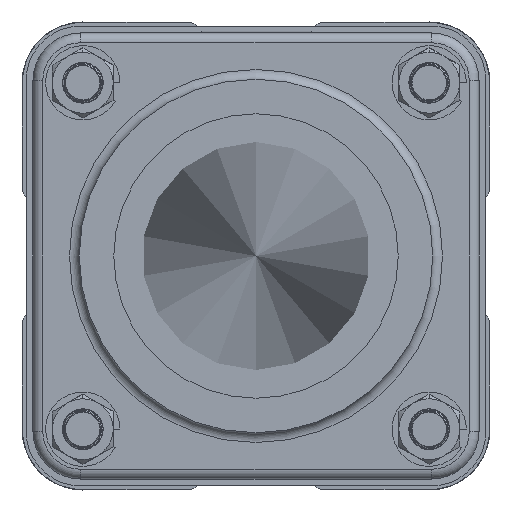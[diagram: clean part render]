
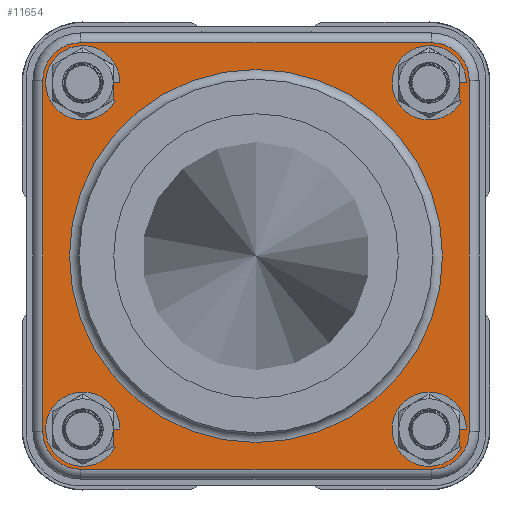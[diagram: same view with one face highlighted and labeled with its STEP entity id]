
A CAD part, front view. The second image highlights one B-rep face of the part: STEP entity #11654.
In plain terms, the highlighted face is planar.
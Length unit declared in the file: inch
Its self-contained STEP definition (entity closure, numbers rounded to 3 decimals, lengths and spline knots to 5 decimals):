
#317=FACE_BOUND('',#2707,.T.);
#318=FACE_BOUND('',#2708,.T.);
#319=FACE_BOUND('',#2709,.T.);
#320=FACE_BOUND('',#2710,.T.);
#321=FACE_BOUND('',#2711,.T.);
#481=PLANE('',#12933);
#1264=CIRCLE('',#12931,1.725);
#1265=CIRCLE('',#12932,1.725);
#1266=CIRCLE('',#12934,0.35);
#1267=CIRCLE('',#12935,0.35);
#1268=CIRCLE('',#12936,0.35);
#1269=CIRCLE('',#12937,0.35);
#1270=CIRCLE('',#12938,0.219);
#1271=CIRCLE('',#12939,0.219);
#1272=CIRCLE('',#12940,0.219);
#1273=CIRCLE('',#12941,0.219);
#1956=FACE_OUTER_BOUND('',#2706,.T.);
#2706=EDGE_LOOP('',(#9882,#9883,#9884,#9885,#9886,#9887,#9888,#9889));
#2707=EDGE_LOOP('',(#9890));
#2708=EDGE_LOOP('',(#9891));
#2709=EDGE_LOOP('',(#9892));
#2710=EDGE_LOOP('',(#9893));
#2711=EDGE_LOOP('',(#9894,#9895));
#3792=LINE('',#24918,#4538);
#3793=LINE('',#24922,#4539);
#3794=LINE('',#24926,#4540);
#3795=LINE('',#24930,#4541);
#4538=VECTOR('',#15550,0.3937);
#4539=VECTOR('',#15553,0.3937);
#4540=VECTOR('',#15556,0.3937);
#4541=VECTOR('',#15559,0.3937);
#5508=VERTEX_POINT('',#24910);
#5509=VERTEX_POINT('',#24912);
#5510=VERTEX_POINT('',#24916);
#5511=VERTEX_POINT('',#24917);
#5512=VERTEX_POINT('',#24919);
#5513=VERTEX_POINT('',#24921);
#5514=VERTEX_POINT('',#24923);
#5515=VERTEX_POINT('',#24925);
#5516=VERTEX_POINT('',#24927);
#5517=VERTEX_POINT('',#24929);
#5518=VERTEX_POINT('',#24932);
#5519=VERTEX_POINT('',#24934);
#5520=VERTEX_POINT('',#24936);
#5521=VERTEX_POINT('',#24938);
#7031=EDGE_CURVE('',#5508,#5509,#1264,.T.);
#7032=EDGE_CURVE('',#5509,#5508,#1265,.T.);
#7033=EDGE_CURVE('',#5510,#5511,#3792,.T.);
#7034=EDGE_CURVE('',#5512,#5510,#1266,.T.);
#7035=EDGE_CURVE('',#5513,#5512,#3793,.T.);
#7036=EDGE_CURVE('',#5514,#5513,#1267,.T.);
#7037=EDGE_CURVE('',#5515,#5514,#3794,.T.);
#7038=EDGE_CURVE('',#5516,#5515,#1268,.T.);
#7039=EDGE_CURVE('',#5517,#5516,#3795,.T.);
#7040=EDGE_CURVE('',#5511,#5517,#1269,.T.);
#7041=EDGE_CURVE('',#5518,#5518,#1270,.T.);
#7042=EDGE_CURVE('',#5519,#5519,#1271,.T.);
#7043=EDGE_CURVE('',#5520,#5520,#1272,.T.);
#7044=EDGE_CURVE('',#5521,#5521,#1273,.T.);
#9882=ORIENTED_EDGE('',*,*,#7033,.F.);
#9883=ORIENTED_EDGE('',*,*,#7034,.F.);
#9884=ORIENTED_EDGE('',*,*,#7035,.F.);
#9885=ORIENTED_EDGE('',*,*,#7036,.F.);
#9886=ORIENTED_EDGE('',*,*,#7037,.F.);
#9887=ORIENTED_EDGE('',*,*,#7038,.F.);
#9888=ORIENTED_EDGE('',*,*,#7039,.F.);
#9889=ORIENTED_EDGE('',*,*,#7040,.F.);
#9890=ORIENTED_EDGE('',*,*,#7041,.T.);
#9891=ORIENTED_EDGE('',*,*,#7042,.T.);
#9892=ORIENTED_EDGE('',*,*,#7043,.T.);
#9893=ORIENTED_EDGE('',*,*,#7044,.T.);
#9894=ORIENTED_EDGE('',*,*,#7032,.F.);
#9895=ORIENTED_EDGE('',*,*,#7031,.F.);
#11654=ADVANCED_FACE('',(#1956,#317,#318,#319,#320,#321),#481,.T.);
#12931=AXIS2_PLACEMENT_3D('',#24913,#15544,#15545);
#12932=AXIS2_PLACEMENT_3D('',#24914,#15546,#15547);
#12933=AXIS2_PLACEMENT_3D('',#24915,#15548,#15549);
#12934=AXIS2_PLACEMENT_3D('',#24920,#15551,#15552);
#12935=AXIS2_PLACEMENT_3D('',#24924,#15554,#15555);
#12936=AXIS2_PLACEMENT_3D('',#24928,#15557,#15558);
#12937=AXIS2_PLACEMENT_3D('',#24931,#15560,#15561);
#12938=AXIS2_PLACEMENT_3D('',#24933,#15562,#15563);
#12939=AXIS2_PLACEMENT_3D('',#24935,#15564,#15565);
#12940=AXIS2_PLACEMENT_3D('',#24937,#15566,#15567);
#12941=AXIS2_PLACEMENT_3D('',#24939,#15568,#15569);
#15544=DIRECTION('center_axis',(0.,1.,0.));
#15545=DIRECTION('ref_axis',(1.,0.,0.));
#15546=DIRECTION('center_axis',(0.,1.,0.));
#15547=DIRECTION('ref_axis',(1.,0.,0.));
#15548=DIRECTION('center_axis',(0.,1.,0.));
#15549=DIRECTION('ref_axis',(0.,0.,1.));
#15550=DIRECTION('',(0.,0.,-1.));
#15551=DIRECTION('center_axis',(0.,-1.,0.));
#15552=DIRECTION('ref_axis',(-0.707,0.,0.707));
#15553=DIRECTION('',(-1.,0.,0.));
#15554=DIRECTION('center_axis',(0.,-1.,0.));
#15555=DIRECTION('ref_axis',(0.707,0.,0.707));
#15556=DIRECTION('',(0.,0.,1.));
#15557=DIRECTION('center_axis',(0.,-1.,0.));
#15558=DIRECTION('ref_axis',(0.707,0.,-0.707));
#15559=DIRECTION('',(1.,0.,0.));
#15560=DIRECTION('center_axis',(0.,-1.,0.));
#15561=DIRECTION('ref_axis',(-0.707,0.,-0.707));
#15562=DIRECTION('center_axis',(0.,-1.,0.));
#15563=DIRECTION('ref_axis',(1.,0.,0.));
#15564=DIRECTION('center_axis',(0.,-1.,0.));
#15565=DIRECTION('ref_axis',(1.,0.,0.));
#15566=DIRECTION('center_axis',(0.,-1.,0.));
#15567=DIRECTION('ref_axis',(1.,0.,0.));
#15568=DIRECTION('center_axis',(0.,-1.,0.));
#15569=DIRECTION('ref_axis',(1.,0.,0.));
#24910=CARTESIAN_POINT('',(0.,0.72,1.725));
#24912=CARTESIAN_POINT('',(-1.725,0.72,0.));
#24913=CARTESIAN_POINT('Origin',(0.,0.72,0.));
#24914=CARTESIAN_POINT('Origin',(0.,0.72,0.));
#24915=CARTESIAN_POINT('Origin',(0.,0.72,0.));
#24916=CARTESIAN_POINT('',(-1.9725,0.72,1.6225));
#24917=CARTESIAN_POINT('',(-1.9725,0.72,-1.6225));
#24918=CARTESIAN_POINT('',(-1.9725,0.72,1.03125));
#24919=CARTESIAN_POINT('',(-1.6225,0.72,1.9725));
#24920=CARTESIAN_POINT('Origin',(-1.6225,0.72,1.6225));
#24921=CARTESIAN_POINT('',(1.6225,0.72,1.9725));
#24922=CARTESIAN_POINT('',(1.03125,0.72,1.9725));
#24923=CARTESIAN_POINT('',(1.9725,0.72,1.6225));
#24924=CARTESIAN_POINT('Origin',(1.6225,0.72,1.6225));
#24925=CARTESIAN_POINT('',(1.9725,0.72,-1.6225));
#24926=CARTESIAN_POINT('',(1.9725,0.72,-1.03125));
#24927=CARTESIAN_POINT('',(1.6225,0.72,-1.9725));
#24928=CARTESIAN_POINT('Origin',(1.6225,0.72,-1.6225));
#24929=CARTESIAN_POINT('',(-1.6225,0.72,-1.9725));
#24930=CARTESIAN_POINT('',(-1.03125,0.72,-1.9725));
#24931=CARTESIAN_POINT('Origin',(-1.6225,0.72,-1.6225));
#24932=CARTESIAN_POINT('',(1.38295,0.72,-1.60195));
#24933=CARTESIAN_POINT('Origin',(1.60195,0.72,-1.60195));
#24934=CARTESIAN_POINT('',(-1.82095,0.72,-1.60195));
#24935=CARTESIAN_POINT('Origin',(-1.60195,0.72,-1.60195));
#24936=CARTESIAN_POINT('',(-1.82095,0.72,1.60195));
#24937=CARTESIAN_POINT('Origin',(-1.60195,0.72,1.60195));
#24938=CARTESIAN_POINT('',(1.38295,0.72,1.60195));
#24939=CARTESIAN_POINT('Origin',(1.60195,0.72,1.60195));
